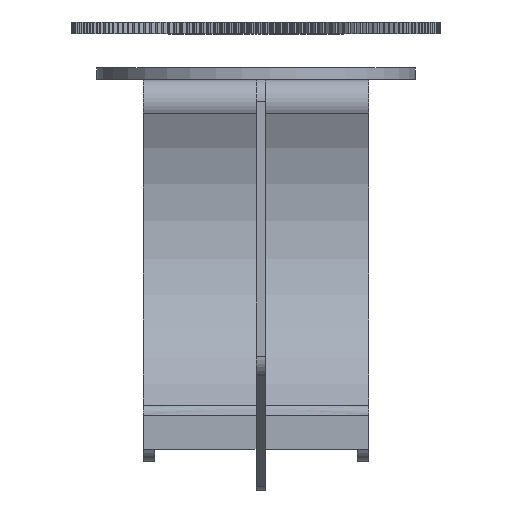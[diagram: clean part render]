
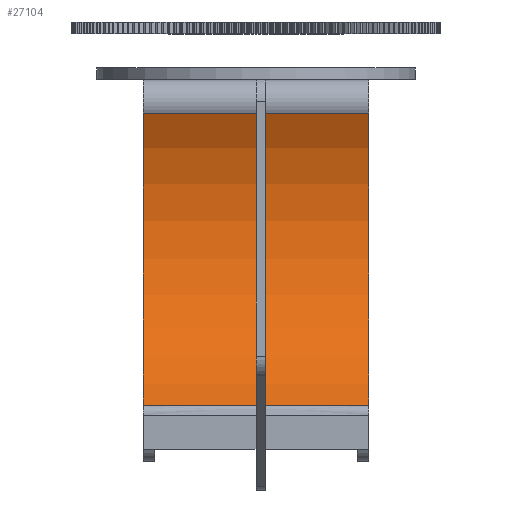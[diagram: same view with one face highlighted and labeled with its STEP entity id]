
A CAD part, top view. The second image highlights one B-rep face of the part: STEP entity #27104.
In plain terms, the highlighted cylindrical face has radius 76 mm (diameter 152 mm), a partial arc.
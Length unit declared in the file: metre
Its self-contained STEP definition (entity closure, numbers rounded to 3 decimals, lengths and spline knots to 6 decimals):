
#994=B_SPLINE_CURVE_WITH_KNOTS('',3,(#51299,#51300,#51301,#51302),
 .UNSPECIFIED.,.F.,.F.,(4,4),(0.,1.),.UNSPECIFIED.);
#2939=CIRCLE('',#30032,0.076);
#2940=CIRCLE('',#30033,0.076);
#11065=ORIENTED_EDGE('',*,*,#15344,.T.);
#11066=ORIENTED_EDGE('',*,*,#15347,.T.);
#11067=ORIENTED_EDGE('',*,*,#15348,.T.);
#11068=ORIENTED_EDGE('',*,*,#15349,.F.);
#15344=EDGE_CURVE('',#18175,#18174,#19865,.T.);
#15347=EDGE_CURVE('',#18174,#18177,#2939,.T.);
#15348=EDGE_CURVE('',#18177,#18178,#994,.T.);
#15349=EDGE_CURVE('',#18175,#18178,#2940,.T.);
#18174=VERTEX_POINT('',#51290);
#18175=VERTEX_POINT('',#51292);
#18177=VERTEX_POINT('',#51298);
#18178=VERTEX_POINT('',#51303);
#19865=LINE('',#51291,#21497);
#21497=VECTOR('',#37391,1.);
#23070=EDGE_LOOP('',(#11065,#11066,#11067,#11068));
#24714=FACE_BOUND('',#23070,.T.);
#25714=CYLINDRICAL_SURFACE('',#30031,0.076);
#27104=ADVANCED_FACE('',(#24714),#25714,.F.);
#30031=AXIS2_PLACEMENT_3D('',#51296,#37395,#37396);
#30032=AXIS2_PLACEMENT_3D('',#51297,#37397,#37398);
#30033=AXIS2_PLACEMENT_3D('',#51304,#37399,#37400);
#37391=DIRECTION('',(-1.,0.,0.));
#37395=DIRECTION('',(-1.,0.,0.));
#37396=DIRECTION('',(0.,0.,1.));
#37397=DIRECTION('',(-1.,0.,0.));
#37398=DIRECTION('',(0.,0.,-1.));
#37399=DIRECTION('',(-1.,0.,0.));
#37400=DIRECTION('',(0.,0.,-1.));
#51290=CARTESIAN_POINT('',(-0.0395,-0.03181,-0.031906));
#51291=CARTESIAN_POINT('',(0.0395,-0.03181,-0.031906));
#51292=CARTESIAN_POINT('',(0.0395,-0.03181,-0.031906));
#51296=CARTESIAN_POINT('',(0.0395,-0.068,0.034924));
#51297=CARTESIAN_POINT('',(-0.0395,-0.068,0.034924));
#51298=CARTESIAN_POINT('',(-0.0395,-0.134398,-0.002054));
#51299=CARTESIAN_POINT('',(-0.0395,-0.134398,-0.002054));
#51300=CARTESIAN_POINT('',(-0.013167,-0.134398,-0.002054));
#51301=CARTESIAN_POINT('',(0.013167,-0.134398,-0.002054));
#51302=CARTESIAN_POINT('',(0.0395,-0.134398,-0.002054));
#51303=CARTESIAN_POINT('',(0.0395,-0.134398,-0.002054));
#51304=CARTESIAN_POINT('',(0.0395,-0.068,0.034924));
